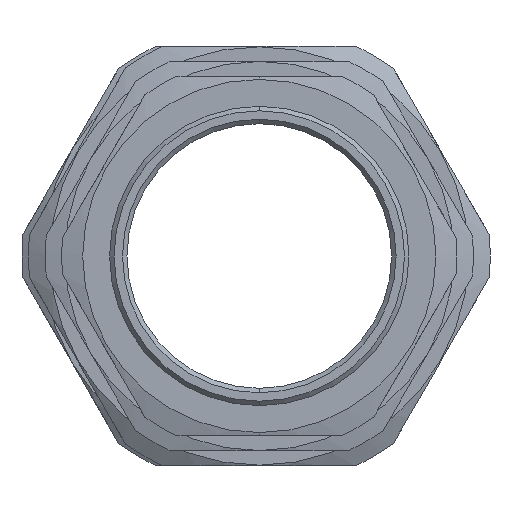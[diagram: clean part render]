
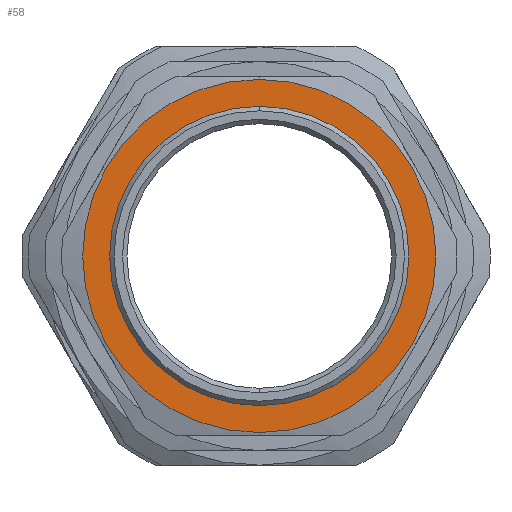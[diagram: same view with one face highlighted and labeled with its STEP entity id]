
A CAD part, left-side view. The second image highlights one B-rep face of the part: STEP entity #58.
In plain terms, the highlighted planar face has unit normal (-1, 0, 0).
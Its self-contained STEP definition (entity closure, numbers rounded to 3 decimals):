
#58 = ADVANCED_FACE ( 'NONE', ( #4201, #4525 ), #4541, .F. ) ;
#211 = EDGE_LOOP ( 'NONE', ( #4330, #3727 ) ) ;
#372 = AXIS2_PLACEMENT_3D ( 'NONE', #2722, #2707, #3496 ) ;
#453 = EDGE_LOOP ( 'NONE', ( #4590, #4673 ) ) ;
#641 = DIRECTION ( 'NONE',  ( 0., 0., -1. ) ) ;
#726 = VERTEX_POINT ( 'NONE', #2194 ) ;
#971 = CARTESIAN_POINT ( 'NONE',  ( 15.3, 25., 0. ) ) ;
#1067 = CIRCLE ( 'NONE', #1351, 25. ) ;
#1088 = EDGE_CURVE ( 'NONE', #3421, #726, #3979, .T. ) ;
#1350 = DIRECTION ( 'NONE',  ( 1., 0., 0. ) ) ;
#1351 = AXIS2_PLACEMENT_3D ( 'NONE', #2523, #3988, #4354 ) ;
#1418 = AXIS2_PLACEMENT_3D ( 'NONE', #2798, #3133, #3505 ) ;
#1547 = CIRCLE ( 'NONE', #1418, 29.5 ) ;
#2194 = CARTESIAN_POINT ( 'NONE',  ( 15.3, 0., -29.5 ) ) ;
#2278 = VERTEX_POINT ( 'NONE', #4502 ) ;
#2451 = CARTESIAN_POINT ( 'NONE',  ( 15.3, 0., 0. ) ) ;
#2523 = CARTESIAN_POINT ( 'NONE',  ( 15.3, 0., 0. ) ) ;
#2707 = DIRECTION ( 'NONE',  ( 1., 0., 0. ) ) ;
#2722 = CARTESIAN_POINT ( 'NONE',  ( 15.3, 0., 0. ) ) ;
#2798 = CARTESIAN_POINT ( 'NONE',  ( 15.3, 0., 0. ) ) ;
#2841 = AXIS2_PLACEMENT_3D ( 'NONE', #971, #1350, #641 ) ;
#2915 = CARTESIAN_POINT ( 'NONE',  ( 15.3, 0., 25. ) ) ;
#3133 = DIRECTION ( 'NONE',  ( 1., 0., 0. ) ) ;
#3226 = DIRECTION ( 'NONE',  ( 0., 0., -1. ) ) ;
#3241 = CIRCLE ( 'NONE', #3908, 25. ) ;
#3421 = VERTEX_POINT ( 'NONE', #3646 ) ;
#3496 = DIRECTION ( 'NONE',  ( 0., 0., -1. ) ) ;
#3505 = DIRECTION ( 'NONE',  ( 0., 0., -1. ) ) ;
#3627 = EDGE_CURVE ( 'NONE', #726, #3421, #1547, .T. ) ;
#3646 = CARTESIAN_POINT ( 'NONE',  ( 15.3, 0., 29.5 ) ) ;
#3727 = ORIENTED_EDGE ( 'NONE', *, *, #1088, .F. ) ;
#3832 = VERTEX_POINT ( 'NONE', #2915 ) ;
#3908 = AXIS2_PLACEMENT_3D ( 'NONE', #2451, #4666, #3226 ) ;
#3979 = CIRCLE ( 'NONE', #372, 29.5 ) ;
#3988 = DIRECTION ( 'NONE',  ( 1., 0., 0. ) ) ;
#4201 = FACE_OUTER_BOUND ( 'NONE', #211, .T. ) ;
#4330 = ORIENTED_EDGE ( 'NONE', *, *, #3627, .F. ) ;
#4340 = EDGE_CURVE ( 'NONE', #3832, #2278, #1067, .T. ) ;
#4354 = DIRECTION ( 'NONE',  ( 0., 0., -1. ) ) ;
#4502 = CARTESIAN_POINT ( 'NONE',  ( 15.3, 0., -25. ) ) ;
#4525 = FACE_BOUND ( 'NONE', #453, .T. ) ;
#4541 = PLANE ( 'NONE',  #2841 ) ;
#4590 = ORIENTED_EDGE ( 'NONE', *, *, #4645, .T. ) ;
#4645 = EDGE_CURVE ( 'NONE', #2278, #3832, #3241, .T. ) ;
#4666 = DIRECTION ( 'NONE',  ( 1., 0., 0. ) ) ;
#4673 = ORIENTED_EDGE ( 'NONE', *, *, #4340, .T. ) ;
